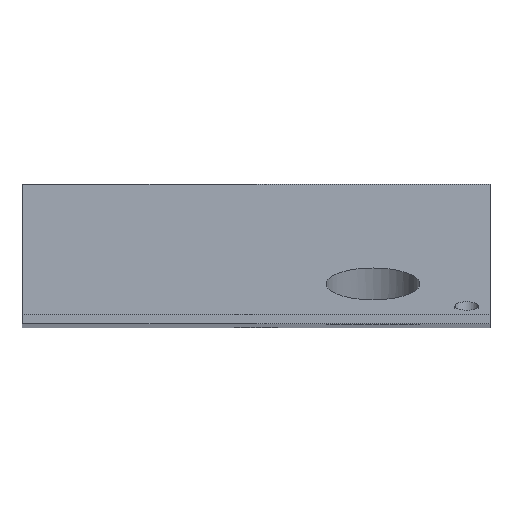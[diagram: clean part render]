
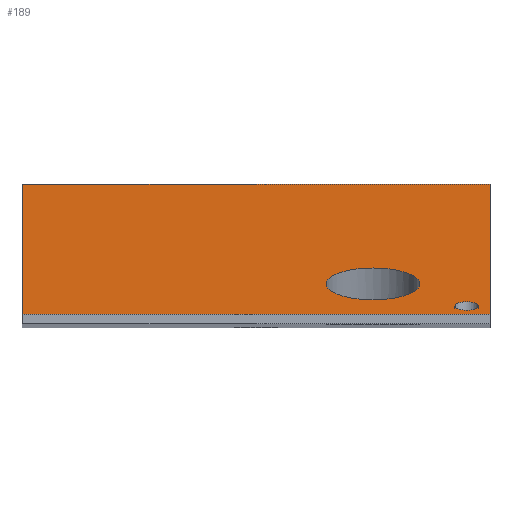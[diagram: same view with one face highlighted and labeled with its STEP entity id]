
A CAD part, top view. The second image highlights one B-rep face of the part: STEP entity #189.
In plain terms, the highlighted planar face has unit normal (0, 0.94, 0.342).
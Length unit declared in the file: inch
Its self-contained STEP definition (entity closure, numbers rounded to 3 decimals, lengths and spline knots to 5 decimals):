
#15=FACE_BOUND('',#43,.T.);
#16=FACE_BOUND('',#44,.T.);
#21=PLANE('',#217);
#29=ELLIPSE('',#218,0.0266,0.025);
#32=FACE_OUTER_BOUND('',#42,.T.);
#42=EDGE_LOOP('',(#144,#145,#146,#147));
#43=EDGE_LOOP('',(#148));
#44=EDGE_LOOP('',(#149));
#58=LINE('',#295,#76);
#59=LINE('',#297,#77);
#60=LINE('',#299,#78);
#61=LINE('',#300,#79);
#76=VECTOR('',#245,0.3937);
#77=VECTOR('',#246,0.3937);
#78=VECTOR('',#247,0.3937);
#79=VECTOR('',#248,0.3937);
#94=CIRCLE('',#215,0.1);
#98=VERTEX_POINT('',#287);
#100=VERTEX_POINT('',#293);
#101=VERTEX_POINT('',#294);
#102=VERTEX_POINT('',#296);
#103=VERTEX_POINT('',#298);
#104=VERTEX_POINT('',#301);
#115=EDGE_CURVE('',#98,#98,#94,.T.);
#118=EDGE_CURVE('',#100,#101,#58,.T.);
#119=EDGE_CURVE('',#102,#100,#59,.T.);
#120=EDGE_CURVE('',#103,#102,#60,.T.);
#121=EDGE_CURVE('',#101,#103,#61,.T.);
#122=EDGE_CURVE('',#104,#104,#29,.T.);
#144=ORIENTED_EDGE('',*,*,#118,.F.);
#145=ORIENTED_EDGE('',*,*,#119,.F.);
#146=ORIENTED_EDGE('',*,*,#120,.F.);
#147=ORIENTED_EDGE('',*,*,#121,.F.);
#148=ORIENTED_EDGE('',*,*,#115,.T.);
#149=ORIENTED_EDGE('',*,*,#122,.F.);
#189=ADVANCED_FACE('',(#32,#15,#16),#21,.F.);
#215=AXIS2_PLACEMENT_3D('',#288,#238,#239);
#217=AXIS2_PLACEMENT_3D('',#292,#243,#244);
#218=AXIS2_PLACEMENT_3D('',#302,#249,#250);
#238=DIRECTION('center_axis',(0.,-0.94,-0.342));
#239=DIRECTION('ref_axis',(1.,0.,0.));
#243=DIRECTION('center_axis',(0.,-0.94,-0.342));
#244=DIRECTION('ref_axis',(0.,-0.342,0.94));
#245=DIRECTION('',(0.,0.342,-0.94));
#246=DIRECTION('',(-1.,0.,0.));
#247=DIRECTION('',(0.,-0.342,0.94));
#248=DIRECTION('',(1.,0.,0.));
#249=DIRECTION('center_axis',(0.,0.94,0.342));
#250=DIRECTION('ref_axis',(0.,0.342,-0.94));
#287=CARTESIAN_POINT('',(0.65,0.08566,4.81944));
#288=CARTESIAN_POINT('Origin',(0.75,0.08566,4.81944));
#292=CARTESIAN_POINT('Origin',(1.,0.3,4.23));
#293=CARTESIAN_POINT('',(0.,0.02,5.));
#294=CARTESIAN_POINT('',(0.,0.3,4.23));
#295=CARTESIAN_POINT('',(0.,0.96175,2.41018));
#296=CARTESIAN_POINT('',(1.,0.02,5.));
#297=CARTESIAN_POINT('',(0.5,0.02,5.));
#298=CARTESIAN_POINT('',(1.,0.3,4.23));
#299=CARTESIAN_POINT('',(1.,0.15883,4.61821));
#300=CARTESIAN_POINT('',(0.75,0.3,4.23));
#301=CARTESIAN_POINT('',(0.925,0.03818,4.95));
#302=CARTESIAN_POINT('Origin',(0.95,0.03818,4.95));
